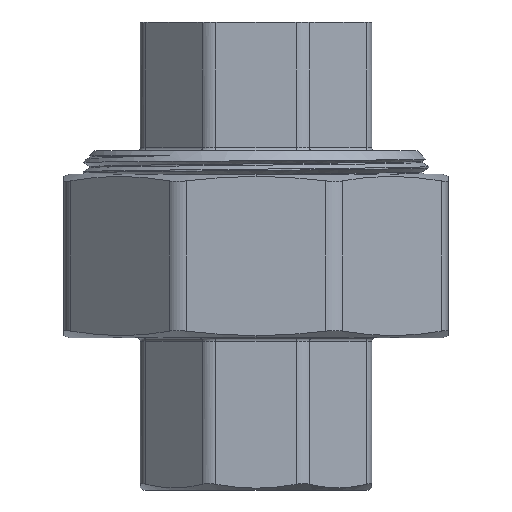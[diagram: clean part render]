
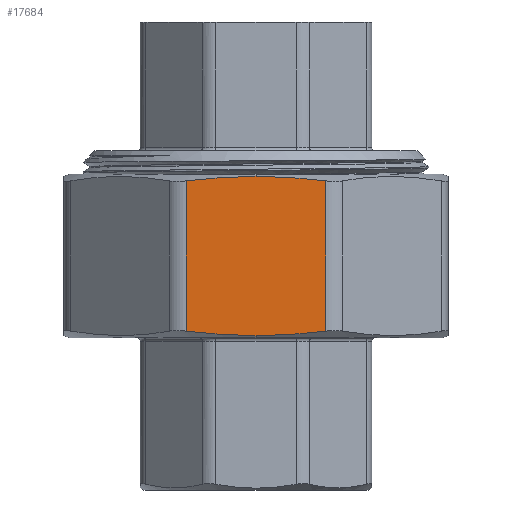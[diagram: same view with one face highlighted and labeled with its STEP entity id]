
A CAD part, left-side view. The second image highlights one B-rep face of the part: STEP entity #17684.
In plain terms, the highlighted planar face has unit normal (-1, 0, 0).
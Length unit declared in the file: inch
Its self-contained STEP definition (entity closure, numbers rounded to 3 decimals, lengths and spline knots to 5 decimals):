
#307 = DIRECTION ( 'NONE',  ( 0., 1., 0. ) ) ;
#394 = CARTESIAN_POINT ( 'NONE',  ( -0.60938, 0., 0.25249 ) ) ;
#493 = CARTESIAN_POINT ( 'NONE',  ( -0.60938, 0., -0.25249 ) ) ;
#523 = VERTEX_POINT ( 'NONE', #11255 ) ;
#638 = VERTEX_POINT ( 'NONE', #4220 ) ;
#705 = VERTEX_POINT ( 'NONE', #16282 ) ;
#875 = ORIENTED_EDGE ( 'NONE', *, *, #14959, .T. ) ;
#1206 = VERTEX_POINT ( 'NONE', #30552 ) ;
#1461 = CARTESIAN_POINT ( 'NONE',  ( -0.60938, 0.22086, 0.25977 ) ) ;
#2840 = CARTESIAN_POINT ( 'NONE',  ( -0.60938, 0.22086, 0.23837 ) ) ;
#3326 = EDGE_CURVE ( 'NONE', #523, #1206, #16701, .T. ) ;
#3390 = B_SPLINE_CURVE_WITH_KNOTS ( 'NONE', 3,
 ( #15208, #19907, #17621, #10063, #5454, #493 ),
 .UNSPECIFIED., .F., .F.,
 ( 4, 2, 4 ),
 ( 0.01539, 0.0182, 0.02101 ),
 .UNSPECIFIED. ) ;
#3720 = ORIENTED_EDGE ( 'NONE', *, *, #4525, .T. ) ;
#4220 = CARTESIAN_POINT ( 'NONE',  ( -0.60938, -0.22086, -0.23837 ) ) ;
#4525 = EDGE_CURVE ( 'NONE', #638, #705, #27291, .T. ) ;
#5169 = PLANE ( 'NONE',  #14659 ) ;
#5454 = CARTESIAN_POINT ( 'NONE',  ( -0.60938, -0.03669, -0.25249 ) ) ;
#5481 = CARTESIAN_POINT ( 'NONE',  ( -0.60938, 0.14752, -0.24746 ) ) ;
#6106 = B_SPLINE_CURVE_WITH_KNOTS ( 'NONE', 3,
 ( #29005, #26587, #14666, #21576, #17073, #12042 ),
 .UNSPECIFIED., .F., .F.,
 ( 4, 2, 4 ),
 ( 0.0419, 0.0447, 0.04751 ),
 .UNSPECIFIED. ) ;
#6184 = ORIENTED_EDGE ( 'NONE', *, *, #17578, .F. ) ;
#7476 = CARTESIAN_POINT ( 'NONE',  ( -0.60938, 0.14752, 0.24746 ) ) ;
#7781 = CARTESIAN_POINT ( 'NONE',  ( -0.60938, 0.07392, 0.25249 ) ) ;
#9059 = ORIENTED_EDGE ( 'NONE', *, *, #29396, .F. ) ;
#9639 = EDGE_LOOP ( 'NONE', ( #9059, #3720, #27476, #6184, #875, #13430 ) ) ;
#10063 = CARTESIAN_POINT ( 'NONE',  ( -0.60938, -0.07346, -0.25127 ) ) ;
#10343 = CARTESIAN_POINT ( 'NONE',  ( -0.60938, 0.22086, 0.23837 ) ) ;
#10515 = VERTEX_POINT ( 'NONE', #394 ) ;
#10699 = DIRECTION ( 'NONE',  ( 0., 0., 1. ) ) ;
#11255 = CARTESIAN_POINT ( 'NONE',  ( -0.60938, 0., -0.25249 ) ) ;
#11719 = VERTEX_POINT ( 'NONE', #10343 ) ;
#12042 = CARTESIAN_POINT ( 'NONE',  ( -0.60938, -0.22086, 0.23837 ) ) ;
#12289 = DIRECTION ( 'NONE',  ( 1., 0., 0. ) ) ;
#12981 = VECTOR ( 'NONE', #15446, 39.37008 ) ;
#13430 = ORIENTED_EDGE ( 'NONE', *, *, #3326, .F. ) ;
#14391 = CARTESIAN_POINT ( 'NONE',  ( -0.60938, 0.07392, -0.25249 ) ) ;
#14659 = AXIS2_PLACEMENT_3D ( 'NONE', #29355, #12289, #307 ) ;
#14666 = CARTESIAN_POINT ( 'NONE',  ( -0.60938, -0.07346, 0.25127 ) ) ;
#14959 = EDGE_CURVE ( 'NONE', #11719, #1206, #23463, .T. ) ;
#15208 = CARTESIAN_POINT ( 'NONE',  ( -0.60938, -0.22086, -0.23837 ) ) ;
#15446 = DIRECTION ( 'NONE',  ( 0., 0., -1. ) ) ;
#16282 = CARTESIAN_POINT ( 'NONE',  ( -0.60938, -0.22086, 0.23837 ) ) ;
#16701 = B_SPLINE_CURVE_WITH_KNOTS ( 'NONE', 3,
 ( #19937, #14391, #5481, #31042 ),
 .UNSPECIFIED., .F., .F.,
 ( 4, 4 ),
 ( 0.02101, 0.02666 ),
 .UNSPECIFIED. ) ;
#17073 = CARTESIAN_POINT ( 'NONE',  ( -0.60938, -0.18414, 0.24292 ) ) ;
#17578 = EDGE_CURVE ( 'NONE', #11719, #10515, #26636, .T. ) ;
#17621 = CARTESIAN_POINT ( 'NONE',  ( -0.60938, -0.14714, -0.24649 ) ) ;
#17684 = ADVANCED_FACE ( 'NONE', ( #29049 ), #5169, .F. ) ;
#19616 = CARTESIAN_POINT ( 'NONE',  ( -0.60938, 0., 0.25249 ) ) ;
#19907 = CARTESIAN_POINT ( 'NONE',  ( -0.60938, -0.18414, -0.24292 ) ) ;
#19937 = CARTESIAN_POINT ( 'NONE',  ( -0.60938, 0., -0.25249 ) ) ;
#20923 = VECTOR ( 'NONE', #10699, 39.37008 ) ;
#21576 = CARTESIAN_POINT ( 'NONE',  ( -0.60938, -0.14714, 0.24649 ) ) ;
#22786 = EDGE_CURVE ( 'NONE', #10515, #705, #6106, .T. ) ;
#23463 = LINE ( 'NONE', #1461, #12981 ) ;
#26587 = CARTESIAN_POINT ( 'NONE',  ( -0.60938, -0.03669, 0.25249 ) ) ;
#26636 = B_SPLINE_CURVE_WITH_KNOTS ( 'NONE', 3,
 ( #2840, #7476, #7781, #19616 ),
 .UNSPECIFIED., .F., .F.,
 ( 4, 4 ),
 ( 0.03624, 0.0419 ),
 .UNSPECIFIED. ) ;
#27291 = LINE ( 'NONE', #29431, #20923 ) ;
#27476 = ORIENTED_EDGE ( 'NONE', *, *, #22786, .F. ) ;
#29005 = CARTESIAN_POINT ( 'NONE',  ( -0.60938, 0., 0.25249 ) ) ;
#29049 = FACE_OUTER_BOUND ( 'NONE', #9639, .T. ) ;
#29355 = CARTESIAN_POINT ( 'NONE',  ( -0.60938, 0.25241, 0.25977 ) ) ;
#29396 = EDGE_CURVE ( 'NONE', #638, #523, #3390, .T. ) ;
#29431 = CARTESIAN_POINT ( 'NONE',  ( -0.60938, -0.22086, 0.25977 ) ) ;
#30552 = CARTESIAN_POINT ( 'NONE',  ( -0.60938, 0.22086, -0.23837 ) ) ;
#31042 = CARTESIAN_POINT ( 'NONE',  ( -0.60938, 0.22086, -0.23837 ) ) ;
